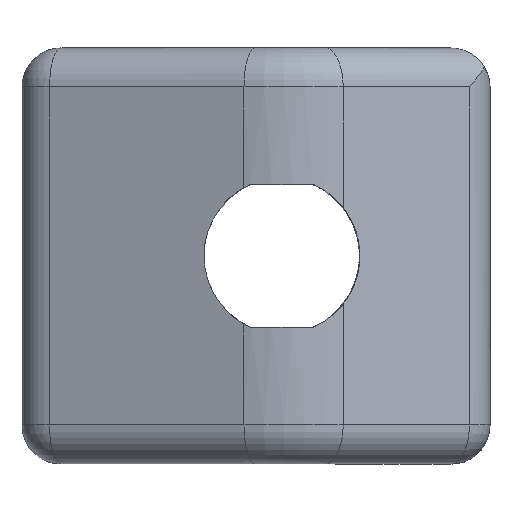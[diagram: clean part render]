
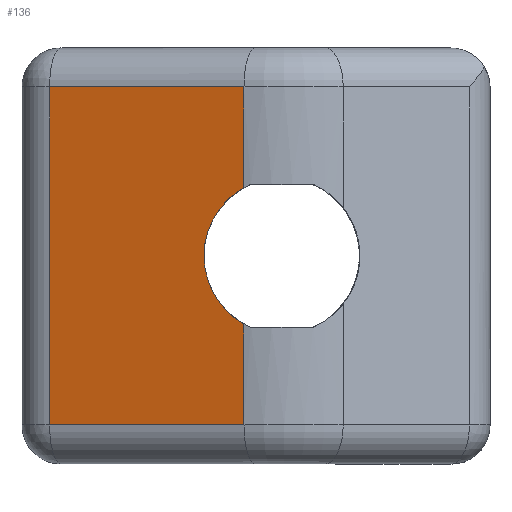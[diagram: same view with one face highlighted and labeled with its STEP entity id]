
A CAD part, top view. The second image highlights one B-rep face of the part: STEP entity #136.
In plain terms, the highlighted planar face has unit normal (-0.292, 0, 0.956).
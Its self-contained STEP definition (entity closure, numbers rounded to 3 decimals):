
#136=ADVANCED_FACE('',(#296),#297,.T.);
#296=FACE_OUTER_BOUND('',#576,.T.);
#297=PLANE('',#577);
#576=EDGE_LOOP('',(#945,#946,#947,#948,#949,#950,#951));
#577=AXIS2_PLACEMENT_3D('',#952,#953,#954);
#945=ORIENTED_EDGE('',*,*,#1357,.T.);
#946=ORIENTED_EDGE('',*,*,#1253,.T.);
#947=ORIENTED_EDGE('',*,*,#1269,.T.);
#948=ORIENTED_EDGE('',*,*,#1367,.T.);
#949=ORIENTED_EDGE('',*,*,#1368,.T.);
#950=ORIENTED_EDGE('',*,*,#1243,.T.);
#951=ORIENTED_EDGE('',*,*,#1369,.T.);
#952=CARTESIAN_POINT('',(-3836.473,9452.575,13383.165));
#953=DIRECTION('',(-0.292,0.,0.956));
#954=DIRECTION('',(0.,1.,0.));
#1243=EDGE_CURVE('',#1470,#1468,#1471,.T.);
#1253=EDGE_CURVE('',#1482,#1487,#1489,.T.);
#1269=EDGE_CURVE('',#1487,#1514,#1515,.T.);
#1357=EDGE_CURVE('',#1646,#1482,#1649,.T.);
#1367=EDGE_CURVE('',#1514,#1661,#1662,.T.);
#1368=EDGE_CURVE('',#1661,#1470,#1663,.T.);
#1369=EDGE_CURVE('',#1468,#1646,#1664,.T.);
#1468=VERTEX_POINT('',#1800);
#1470=VERTEX_POINT('',#1802);
#1471=LINE('',#1803,#1804);
#1482=VERTEX_POINT('',#1837);
#1487=VERTEX_POINT('',#1843);
#1489=LINE('',#1845,#1846);
#1514=VERTEX_POINT('',#1881);
#1515=LINE('',#1882,#1883);
#1646=VERTEX_POINT('',#2295);
#1649=LINE('',#2298,#2299);
#1661=VERTEX_POINT('',#2345);
#1662=(B_SPLINE_CURVE(3,(#2347,#2348,#2349,#2350),.UNSPECIFIED.,.F.,.F.)B_SPLINE_CURVE_WITH_KNOTS((4,4),(5.221,6.283),.UNSPECIFIED.)RATIONAL_B_SPLINE_CURVE((1.,0.908,0.908,1.))BOUNDED_CURVE()REPRESENTATION_ITEM('')GEOMETRIC_REPRESENTATION_ITEM()CURVE());
#1663=(B_SPLINE_CURVE(3,(#2358,#2359,#2360,#2361),.UNSPECIFIED.,.F.,.F.)B_SPLINE_CURVE_WITH_KNOTS((4,4),(0.,1.062),.UNSPECIFIED.)RATIONAL_B_SPLINE_CURVE((1.,0.908,0.908,1.))BOUNDED_CURVE()REPRESENTATION_ITEM('')GEOMETRIC_REPRESENTATION_ITEM()CURVE());
#1664=LINE('',#2368,#2369);
#1800=CARTESIAN_POINT('',(-3821.519,9449.575,13387.737));
#1802=CARTESIAN_POINT('',(-3821.519,9441.814,13387.737));
#1803=CARTESIAN_POINT('',(-3821.519,9452.575,13387.737));
#1804=VECTOR('',#2560,1.);
#1837=CARTESIAN_POINT('',(-3836.473,9423.575,13383.165));
#1843=CARTESIAN_POINT('',(-3821.519,9423.575,13387.737));
#1845=CARTESIAN_POINT('',(-3836.473,9423.575,13383.165));
#1846=VECTOR('',#2571,1.);
#1881=CARTESIAN_POINT('',(-3821.519,9431.335,13387.737));
#1882=CARTESIAN_POINT('',(-3821.519,9452.575,13387.737));
#1883=VECTOR('',#2585,1.);
#2295=CARTESIAN_POINT('',(-3836.473,9449.575,13383.165));
#2298=CARTESIAN_POINT('',(-3836.473,9452.575,13383.165));
#2299=VECTOR('',#2674,1.);
#2345=CARTESIAN_POINT('',(-3824.595,9436.575,13386.796));
#2347=CARTESIAN_POINT('',(-3821.519,9431.335,13387.737));
#2348=CARTESIAN_POINT('',(-3823.466,9432.422,13387.142));
#2349=CARTESIAN_POINT('',(-3824.595,9434.345,13386.796));
#2350=CARTESIAN_POINT('',(-3824.595,9436.575,13386.796));
#2358=CARTESIAN_POINT('',(-3824.595,9436.575,13386.796));
#2359=CARTESIAN_POINT('',(-3824.595,9438.805,13386.796));
#2360=CARTESIAN_POINT('',(-3823.466,9440.728,13387.142));
#2361=CARTESIAN_POINT('',(-3821.519,9441.814,13387.737));
#2368=CARTESIAN_POINT('',(-3838.595,9449.575,13382.516));
#2369=VECTOR('',#2683,1.);
#2560=DIRECTION('',(0.,1.,0.));
#2571=DIRECTION('',(0.956,0.,0.292));
#2585=DIRECTION('',(0.,1.,0.));
#2674=DIRECTION('',(0.,-1.,0.));
#2683=DIRECTION('',(-0.956,0.,-0.292));
